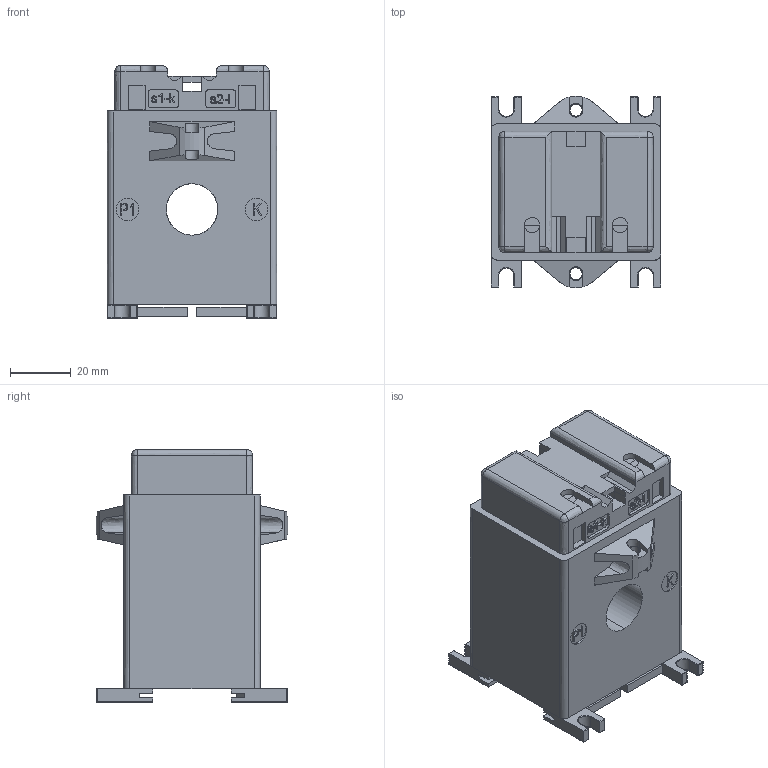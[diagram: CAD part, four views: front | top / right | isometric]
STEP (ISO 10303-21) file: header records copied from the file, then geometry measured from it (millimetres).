
FILE_DESCRIPTION(/* description */ (''),/* implementation_level */ '2;1');
FILE_NAME(/* name */ 'TAC017',/* time_stamp */ '2011-05-31T09:36:40+02:00',/* author */ (''),/* organization */ (''),/* preprocessor_version */ 'ST-DEVELOPER v8',/* originating_system */ '',/* authorisation */ '');
FILE_SCHEMA (('CONFIG_CONTROL_DESIGN'));
Length unit declared in the file: millimetre
Products named in the file (1): 1
Bounding box: 56 x 63.13 x 83.5 mm (x, y, z)
Volume: 183135.9 mm3; surface area: 33610.5 mm2
Topology: 14 solids, 14 shells, 449 faces, 1076 edges, 669 vertices
Faces by surface type: bspline 449
Entity records: 17977 total; most frequent: CARTESIAN_POINT 11376, ORIENTED_EDGE 2146, EDGE_CURVE 1073, B_SPLINE_CURVE_WITH_KNOTS 918, VERTEX_POINT 671, EDGE_LOOP 471, ADVANCED_FACE 449, FACE_OUTER_BOUND 449
